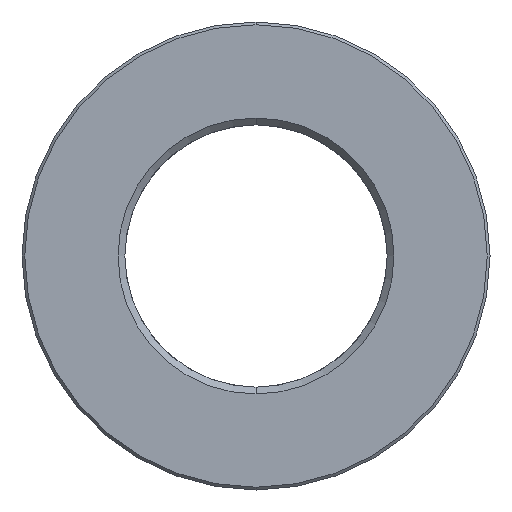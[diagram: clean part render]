
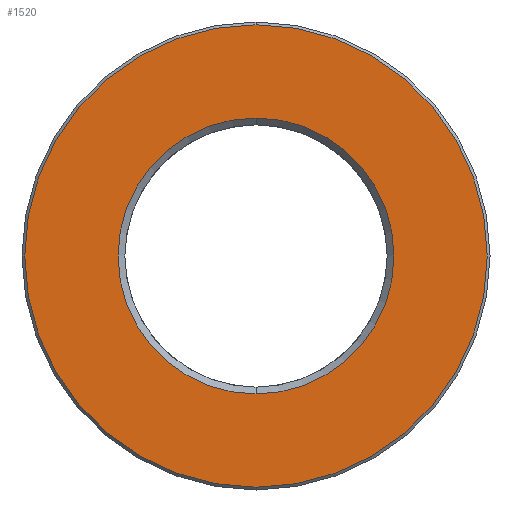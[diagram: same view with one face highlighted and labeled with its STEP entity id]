
A CAD part, front view. The second image highlights one B-rep face of the part: STEP entity #1520.
In plain terms, the highlighted planar face has unit normal (0, -1, 0).
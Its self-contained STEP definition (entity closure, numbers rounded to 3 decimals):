
#34 = DIRECTION ( 'NONE',  ( 0., 1., 0. ) ) ;
#51 = CARTESIAN_POINT ( 'NONE',  ( 0., 0., 0. ) ) ;
#57 = VERTEX_POINT ( 'NONE', #109 ) ;
#99 = CARTESIAN_POINT ( 'NONE',  ( 0., 0., 16.8 ) ) ;
#109 = CARTESIAN_POINT ( 'NONE',  ( 0., 0., -16.8 ) ) ;
#359 = PLANE ( 'NONE',  #368 ) ;
#368 = AXIS2_PLACEMENT_3D ( 'NONE', #1424, #549, #433 ) ;
#425 = EDGE_LOOP ( 'NONE', ( #472, #882 ) ) ;
#433 = DIRECTION ( 'NONE',  ( 0., 0., 1. ) ) ;
#472 = ORIENTED_EDGE ( 'NONE', *, *, #910, .T. ) ;
#490 = ORIENTED_EDGE ( 'NONE', *, *, #678, .T. ) ;
#512 = CARTESIAN_POINT ( 'NONE',  ( 0., 0., 0. ) ) ;
#513 = DIRECTION ( 'NONE',  ( 0., 1., 0. ) ) ;
#517 = DIRECTION ( 'NONE',  ( 0., 0., 1. ) ) ;
#537 = EDGE_LOOP ( 'NONE', ( #490, #1087 ) ) ;
#549 = DIRECTION ( 'NONE',  ( 0., 1., 0. ) ) ;
#576 = AXIS2_PLACEMENT_3D ( 'NONE', #637, #638, #641 ) ;
#625 = EDGE_CURVE ( 'NONE', #1196, #1146, #1443, .T. ) ;
#635 = CIRCLE ( 'NONE', #1502, 16.8 ) ;
#637 = CARTESIAN_POINT ( 'NONE',  ( 0., 0., 0. ) ) ;
#638 = DIRECTION ( 'NONE',  ( 0., -1., 0. ) ) ;
#641 = DIRECTION ( 'NONE',  ( 0., 0., 1. ) ) ;
#652 = FACE_BOUND ( 'NONE', #425, .T. ) ;
#678 = EDGE_CURVE ( 'NONE', #1521, #57, #1412, .T. ) ;
#703 = AXIS2_PLACEMENT_3D ( 'NONE', #51, #34, #1475 ) ;
#868 = AXIS2_PLACEMENT_3D ( 'NONE', #512, #513, #517 ) ;
#882 = ORIENTED_EDGE ( 'NONE', *, *, #625, .T. ) ;
#910 = EDGE_CURVE ( 'NONE', #1146, #1196, #1039, .T. ) ;
#1002 = CARTESIAN_POINT ( 'NONE',  ( 0., 0., 0. ) ) ;
#1039 = CIRCLE ( 'NONE', #703, 10.025 ) ;
#1079 = EDGE_CURVE ( 'NONE', #57, #1521, #635, .T. ) ;
#1087 = ORIENTED_EDGE ( 'NONE', *, *, #1079, .T. ) ;
#1146 = VERTEX_POINT ( 'NONE', #1266 ) ;
#1196 = VERTEX_POINT ( 'NONE', #1248 ) ;
#1235 = DIRECTION ( 'NONE',  ( 0., -1., 0. ) ) ;
#1248 = CARTESIAN_POINT ( 'NONE',  ( 0., 0., 10.025 ) ) ;
#1266 = CARTESIAN_POINT ( 'NONE',  ( 0., 0., -10.025 ) ) ;
#1412 = CIRCLE ( 'NONE', #576, 16.8 ) ;
#1424 = CARTESIAN_POINT ( 'NONE',  ( 9.525, 0., 0. ) ) ;
#1443 = CIRCLE ( 'NONE', #868, 10.025 ) ;
#1467 = DIRECTION ( 'NONE',  ( 0., 0., 1. ) ) ;
#1469 = FACE_OUTER_BOUND ( 'NONE', #537, .T. ) ;
#1475 = DIRECTION ( 'NONE',  ( 0., 0., 1. ) ) ;
#1502 = AXIS2_PLACEMENT_3D ( 'NONE', #1002, #1235, #1467 ) ;
#1520 = ADVANCED_FACE ( 'NONE', ( #1469, #652 ), #359, .F. ) ;
#1521 = VERTEX_POINT ( 'NONE', #99 ) ;
